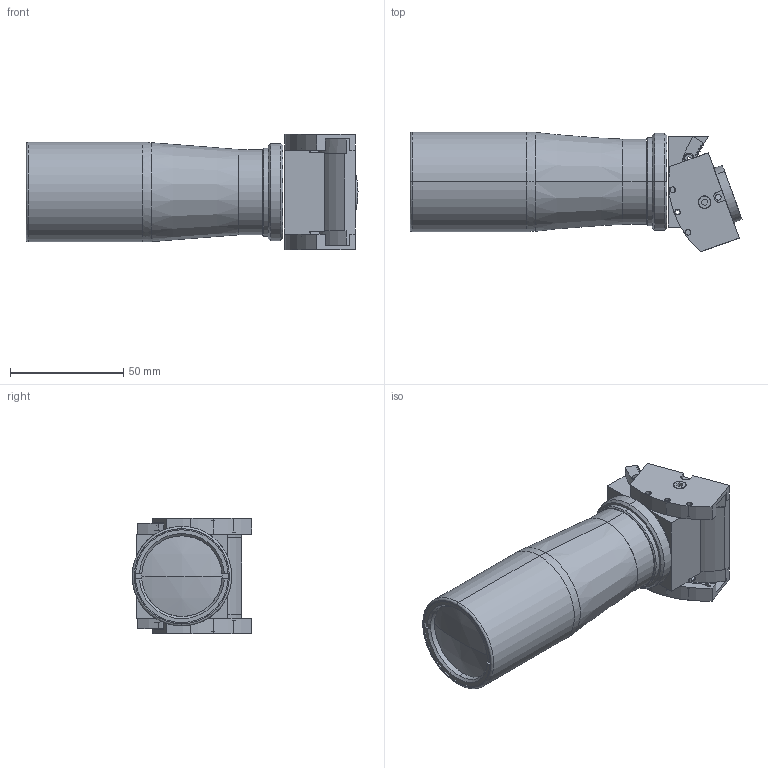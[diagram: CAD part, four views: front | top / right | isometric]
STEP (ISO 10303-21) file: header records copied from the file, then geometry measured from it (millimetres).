
FILE_DESCRIPTION (( 'STEP AP214' ), '1' );
FILE_NAME ('TCSM024.STEP', '2011-04-04T12:32:47', ( '--' ), ( '' ), 'SwSTEP 2.0', 'SolidWorks 2011', '' );
FILE_SCHEMA (( 'AUTOMOTIVE_DESIGN' ));
Length unit declared in the file: millimetre
Products named in the file (1): TCSM024
Bounding box: 146.65 x 52.96 x 51.15 mm (x, y, z)
Surface area: 37657.6 mm2 (no closed solid volume)
Topology: 0 solids, 19 shells, 291 faces, 1001 edges, 725 vertices
Faces by surface type: cylinder 130, plane 122, cone 21, torus 8, bspline 8, sphere 2
Entity records: 15167 total; most frequent: CARTESIAN_POINT 3158, DIRECTION 1926, ORIENTED_EDGE 1616, EDGE_CURVE 1001, VERTEX_POINT 725, AXIS2_PLACEMENT_3D 718, VECTOR 490, LINE 490
